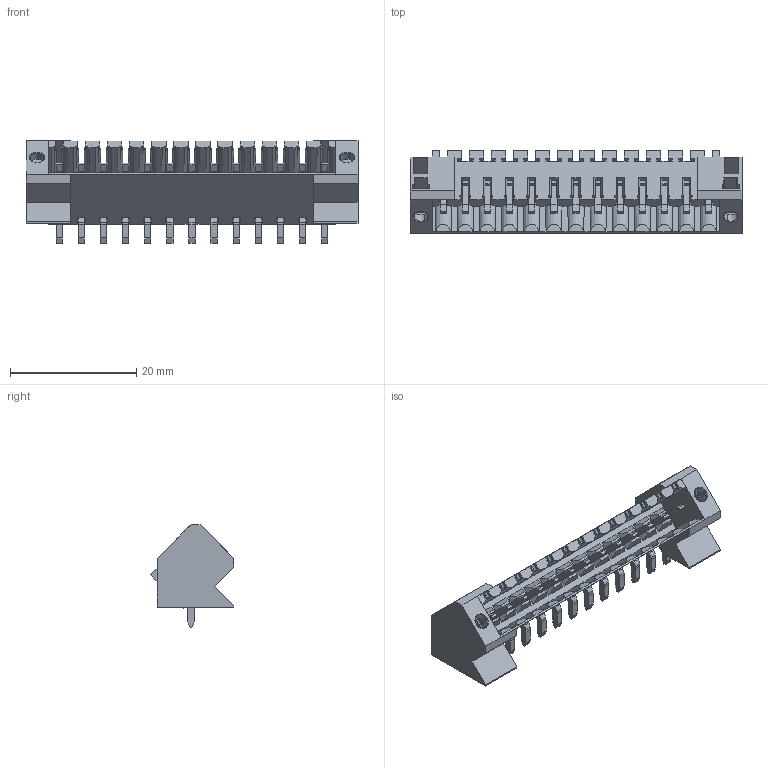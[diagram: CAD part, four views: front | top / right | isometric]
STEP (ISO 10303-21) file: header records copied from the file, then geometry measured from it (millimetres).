
FILE_DESCRIPTION(('CATIA V5 STEP Exchange','CAx-IF Rec.Pracs.--- Model Styling and Organization---1.2---2011-12-15'),'2;1');
FILE_NAME ('D1454208_0_1643440000_1643440000.stp','2018-10-10T07:31:25+00:00',('none'),('Weidmueller'),'CATIA Version 5-6 Release 2014','CATIA V5 STEP AP214','none');
FILE_SCHEMA(('AUTOMOTIVE_DESIGN { 1 0 10303 214 1 1 1 1 }'));
Length unit declared in the file: millimetre
Products named in the file (1): 1643440000
Bounding box: 52.5 x 13.15 x 16.23 mm (x, y, z)
Volume: 2407 mm3; surface area: 5272.6 mm2
Topology: 14 solids, 14 shells, 1073 faces, 3095 edges, 2052 vertices
Faces by surface type: plane 897, cylinder 159, cone 17
Entity records: 32796 total; most frequent: CARTESIAN_POINT 7418, ORIENTED_EDGE 6190, DIRECTION 3794, EDGE_CURVE 3095, VECTOR 2511, LINE 2511, VERTEX_POINT 2052, EDGE_LOOP 1105
